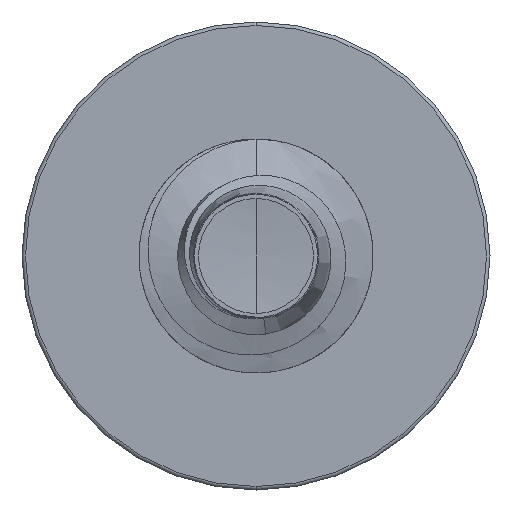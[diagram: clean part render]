
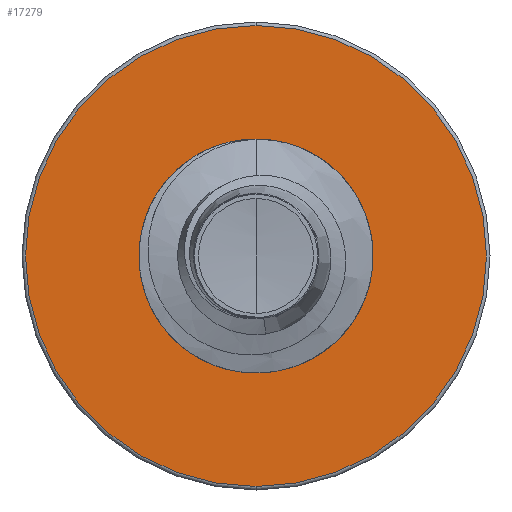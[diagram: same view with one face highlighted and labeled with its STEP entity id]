
A CAD part, front view. The second image highlights one B-rep face of the part: STEP entity #17279.
In plain terms, the highlighted planar face has unit normal (0, -1, 0).
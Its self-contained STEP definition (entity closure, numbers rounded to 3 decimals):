
#489 = DIRECTION ( 'NONE',  ( 0., 0., 1. ) ) ;
#521 = DIRECTION ( 'NONE',  ( 0., 1., 0. ) ) ;
#547 = CARTESIAN_POINT ( 'NONE',  ( 0., 20., 0. ) ) ;
#1263 = VERTEX_POINT ( 'NONE', #9118 ) ;
#1728 = AXIS2_PLACEMENT_3D ( 'NONE', #4606, #4579, #4575 ) ;
#2060 = VERTEX_POINT ( 'NONE', #5269 ) ;
#3179 = CARTESIAN_POINT ( 'NONE',  ( 0., 20., 0. ) ) ;
#3714 = CARTESIAN_POINT ( 'NONE',  ( 0., 20., -2.842 ) ) ;
#4575 = DIRECTION ( 'NONE',  ( 0., 0., 1. ) ) ;
#4579 = DIRECTION ( 'NONE',  ( 0., 1., 0. ) ) ;
#4606 = CARTESIAN_POINT ( 'NONE',  ( 0., 20., 0. ) ) ;
#5269 = CARTESIAN_POINT ( 'NONE',  ( 0., 20., 5.91 ) ) ;
#5377 = CARTESIAN_POINT ( 'NONE',  ( 0., 20., 0. ) ) ;
#5380 = EDGE_CURVE ( 'NONE', #13709, #1263, #15348, .T. ) ;
#5507 = DIRECTION ( 'NONE',  ( 0., 0., 1. ) ) ;
#5874 = FACE_OUTER_BOUND ( 'NONE', #19223, .T. ) ;
#7421 = DIRECTION ( 'NONE',  ( 0., 0., 1. ) ) ;
#7978 = DIRECTION ( 'NONE',  ( 0., 1., 0. ) ) ;
#8614 = CIRCLE ( 'NONE', #19175, 2.842 ) ;
#9118 = CARTESIAN_POINT ( 'NONE',  ( 0., 20., 2.842 ) ) ;
#9337 = AXIS2_PLACEMENT_3D ( 'NONE', #3714, #7978, #17845 ) ;
#10207 = AXIS2_PLACEMENT_3D ( 'NONE', #5377, #16288, #7421 ) ;
#10801 = EDGE_CURVE ( 'NONE', #14861, #2060, #13450, .T. ) ;
#11046 = CIRCLE ( 'NONE', #10207, 5.91 ) ;
#11366 = PLANE ( 'NONE',  #9337 ) ;
#13450 = CIRCLE ( 'NONE', #1728, 5.91 ) ;
#13709 = VERTEX_POINT ( 'NONE', #15802 ) ;
#14111 = CARTESIAN_POINT ( 'NONE',  ( 0., 20., -5.91 ) ) ;
#14588 = FACE_BOUND ( 'NONE', #17891, .T. ) ;
#14861 = VERTEX_POINT ( 'NONE', #14111 ) ;
#15153 = DIRECTION ( 'NONE',  ( 0., 1., 0. ) ) ;
#15348 = CIRCLE ( 'NONE', #15580, 2.842 ) ;
#15580 = AXIS2_PLACEMENT_3D ( 'NONE', #547, #521, #489 ) ;
#15802 = CARTESIAN_POINT ( 'NONE',  ( 0., 20., -2.842 ) ) ;
#16288 = DIRECTION ( 'NONE',  ( 0., 1., 0. ) ) ;
#16432 = ORIENTED_EDGE ( 'NONE', *, *, #5380, .T. ) ;
#16720 = ORIENTED_EDGE ( 'NONE', *, *, #19648, .T. ) ;
#17279 = ADVANCED_FACE ( 'NONE', ( #5874, #14588 ), #11366, .F. ) ;
#17845 = DIRECTION ( 'NONE',  ( 0., 0., 1. ) ) ;
#17891 = EDGE_LOOP ( 'NONE', ( #16720, #16432 ) ) ;
#19175 = AXIS2_PLACEMENT_3D ( 'NONE', #3179, #15153, #5507 ) ;
#19223 = EDGE_LOOP ( 'NONE', ( #19674, #19979 ) ) ;
#19648 = EDGE_CURVE ( 'NONE', #1263, #13709, #8614, .T. ) ;
#19674 = ORIENTED_EDGE ( 'NONE', *, *, #19919, .F. ) ;
#19919 = EDGE_CURVE ( 'NONE', #2060, #14861, #11046, .T. ) ;
#19979 = ORIENTED_EDGE ( 'NONE', *, *, #10801, .F. ) ;
